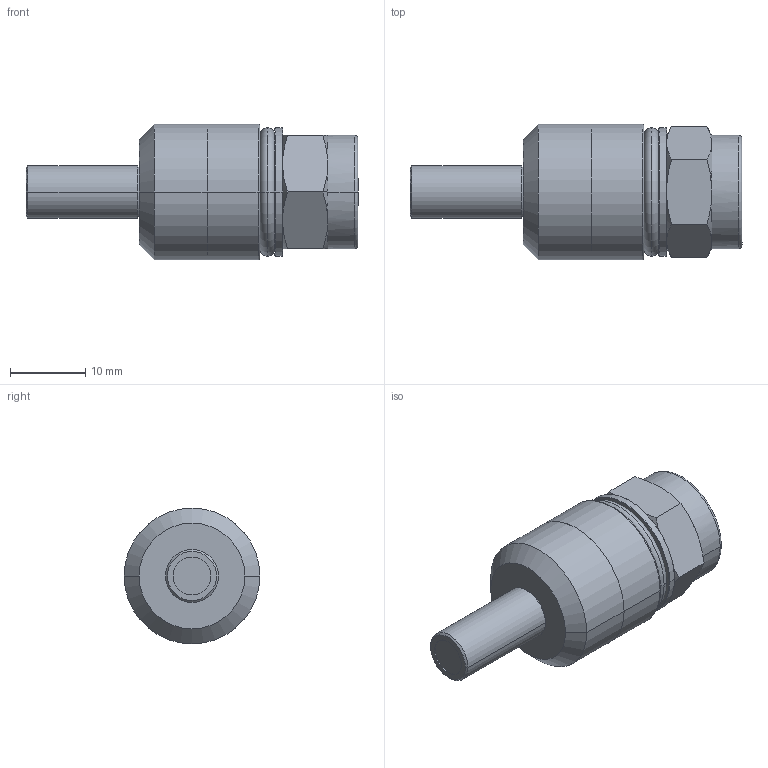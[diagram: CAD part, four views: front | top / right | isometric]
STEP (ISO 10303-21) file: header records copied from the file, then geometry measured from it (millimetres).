
FILE_DESCRIPTION (( 'STEP AP203' ), '1' );
FILE_NAME ('Straight Fitting.STEP', '2011-11-04T13:32:04', ( '' ), ( '' ), 'SwSTEP 2.0', 'SolidWorks 2011', '' );
FILE_SCHEMA (( 'CONFIG_CONTROL_DESIGN' ));
Length unit declared in the file: millimetre
Products named in the file (1): Straight Fitting
Bounding box: 44 x 18 x 18 mm (x, y, z)
Volume: 7064.9 mm3; surface area: 2499.7 mm2
Topology: 1 solids, 1 shells, 72 faces, 153 edges, 91 vertices
Faces by surface type: plane 22, cone 20, cylinder 18, torus 12
Entity records: 2095 total; most frequent: CARTESIAN_POINT 445, DIRECTION 360, ORIENTED_EDGE 306, AXIS2_PLACEMENT_3D 158, EDGE_CURVE 153, VERTEX_POINT 91, CIRCLE 85, EDGE_LOOP 80
